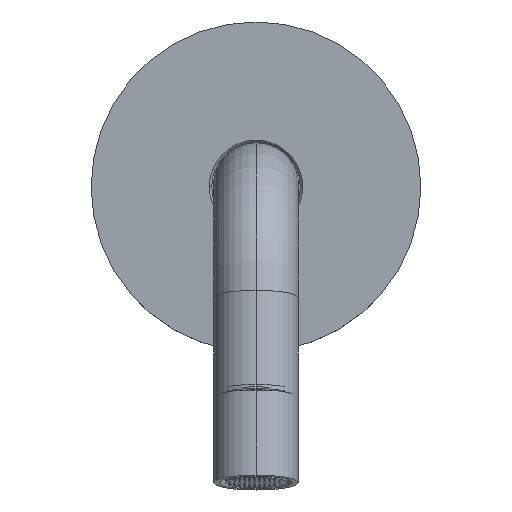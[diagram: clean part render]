
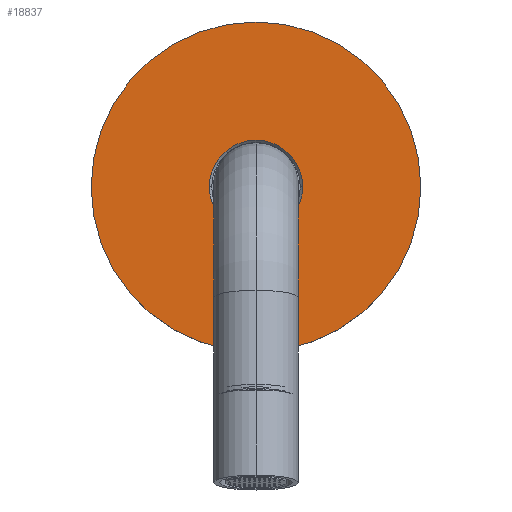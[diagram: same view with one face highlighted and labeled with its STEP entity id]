
A CAD part, top view. The second image highlights one B-rep face of the part: STEP entity #18837.
In plain terms, the highlighted planar face has unit normal (0, 0, 1).
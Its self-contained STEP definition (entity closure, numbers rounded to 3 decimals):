
#18523=CARTESIAN_POINT('',(0.,0.,7.5));
#18524=DIRECTION('',(0.,0.,1.));
#18525=DIRECTION('',(-1.,0.,0.));
#18526=AXIS2_PLACEMENT_3D('',#18523,#18524,#18525);
#18528=CARTESIAN_POINT('',(0.,0.,7.5));
#18529=DIRECTION('',(0.,0.,-1.));
#18530=DIRECTION('',(-1.,0.,0.));
#18531=AXIS2_PLACEMENT_3D('',#18528,#18529,#18530);
#18533=CARTESIAN_POINT('',(0.,0.,7.5));
#18534=DIRECTION('',(0.,0.,1.));
#18535=DIRECTION('',(-1.,0.,0.));
#18536=AXIS2_PLACEMENT_3D('',#18533,#18534,#18535);
#18538=CARTESIAN_POINT('',(0.,0.,7.5));
#18539=DIRECTION('',(0.,0.,1.));
#18540=DIRECTION('',(1.,0.,0.));
#18541=AXIS2_PLACEMENT_3D('',#18538,#18539,#18540);
#18700=CARTESIAN_POINT('',(-35.,0.,7.5));
#18702=VERTEX_POINT('',#18700);
#18716=CARTESIAN_POINT('',(35.,0.,7.5));
#18718=VERTEX_POINT('',#18716);
#18743=CARTESIAN_POINT('',(-9.9,0.,7.5));
#18744=CARTESIAN_POINT('',(9.9,0.,7.5));
#18745=VERTEX_POINT('',#18743);
#18746=VERTEX_POINT('',#18744);
#18822=CARTESIAN_POINT('',(0.,0.,7.5));
#18823=DIRECTION('',(0.,0.,-1.));
#18824=DIRECTION('',(1.,0.,0.));
#18825=AXIS2_PLACEMENT_3D('',#18822,#18823,#18824);
#18826=PLANE('',#18825);
#18827=ORIENTED_EDGE('',*,*,#18808,.F.);
#18828=ORIENTED_EDGE('',*,*,#18790,.T.);
#18829=EDGE_LOOP('',(#18827,#18828));
#18830=FACE_OUTER_BOUND('',#18829,.F.);
#18832=ORIENTED_EDGE('',*,*,#18831,.T.);
#18834=ORIENTED_EDGE('',*,*,#18833,.T.);
#18835=EDGE_LOOP('',(#18832,#18834));
#18836=FACE_BOUND('',#18835,.F.);
#18837=ADVANCED_FACE('',(#18830,#18836),#18826,.F.);
#18527=CIRCLE('',#18526,35.);
#18532=CIRCLE('',#18531,35.);
#18537=CIRCLE('',#18536,9.9);
#18542=CIRCLE('',#18541,9.9);
#18790=EDGE_CURVE('',#18702,#18718,#18532,.T.);
#18808=EDGE_CURVE('',#18702,#18718,#18527,.T.);
#18831=EDGE_CURVE('',#18745,#18746,#18537,.T.);
#18833=EDGE_CURVE('',#18746,#18745,#18542,.T.);
